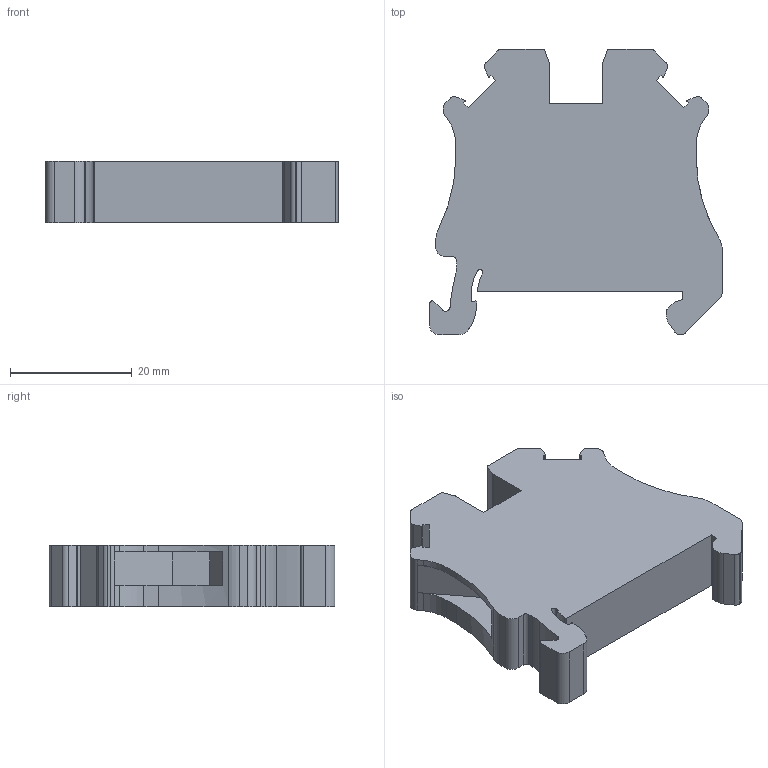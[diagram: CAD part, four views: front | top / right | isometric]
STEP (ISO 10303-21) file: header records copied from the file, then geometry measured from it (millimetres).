
FILE_DESCRIPTION(('SolidDesigner STEP Export'),'2;1');
FILE_NAME('3044188_ut10_bu_select.stp','2004-02-20T14:37:00',(''),(''),'OneSpaceDesigner STEP processor Version: 9.0 (March 2001)for AP203(Solid Model)','CoCreate OneSpaceDesigner: 11.50A 18-Jul-2002(C) CoCreate Software GmbH','');
FILE_SCHEMA(('CONFIG_CONTROL_DESIGN'));
Length unit declared in the file: millimetre
Products named in the file (2): 3044188_ut10_bu_select
Assembly tree (1 placements, depth 2):
  3044188_ut10_bu_select
    3044188_ut10_bu_select
Bounding box: 48 x 46.85 x 10.15 mm (x, y, z)
Volume: 14871 mm3; surface area: 6097.2 mm2
Topology: 1 solids, 1 shells, 133 faces, 389 edges, 260 vertices
Faces by surface type: plane 74, cylinder 59
Entity records: 5549 total; most frequent: ORIENTED_EDGE 778, CARTESIAN_POINT 746, DIRECTION 717, EDGE_CURVE 389, VERTEX_POINT 260, VECTOR 255, LINE 255, AXIS2_PLACEMENT_3D 231
